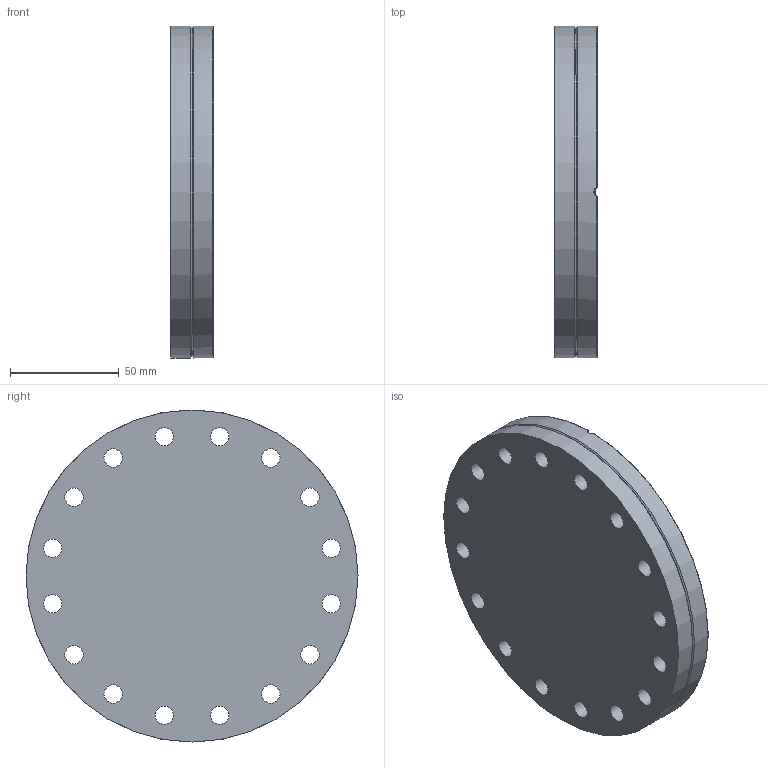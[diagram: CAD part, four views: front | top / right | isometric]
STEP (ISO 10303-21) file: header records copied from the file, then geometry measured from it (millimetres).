
FILE_DESCRIPTION (( 'STEP AP214' ), '1' );
FILE_NAME ('BP1CF100FULLVAC.STEP', '2025-07-09T12:23:45', ( '' ), ( '' ), 'SwSTEP 2.0', 'SolidWorks 2017', '' );
FILE_SCHEMA (( 'AUTOMOTIVE_DESIGN' ));
Length unit declared in the file: millimetre
Products named in the file (1): BP1CF100FULLVAC
Bounding box: 19.5 x 152.4 x 152.4 mm (x, y, z)
Volume: 324475.5 mm3; surface area: 53084.6 mm2
Topology: 1 solids, 1 shells, 57 faces, 156 edges, 101 vertices
Faces by surface type: cylinder 28, torus 21, plane 4, cone 4
Full cylindrical faces by diameter (mm): 8.4 x16, 152.4 x2
Entity records: 1654 total; most frequent: CARTESIAN_POINT 376, DIRECTION 258, ORIENTED_EDGE 198, EDGE_LOOP 128, AXIS2_PLACEMENT_3D 125, EDGE_CURVE 99, FACE_OUTER_BOUND 92, VERTEX_POINT 83
